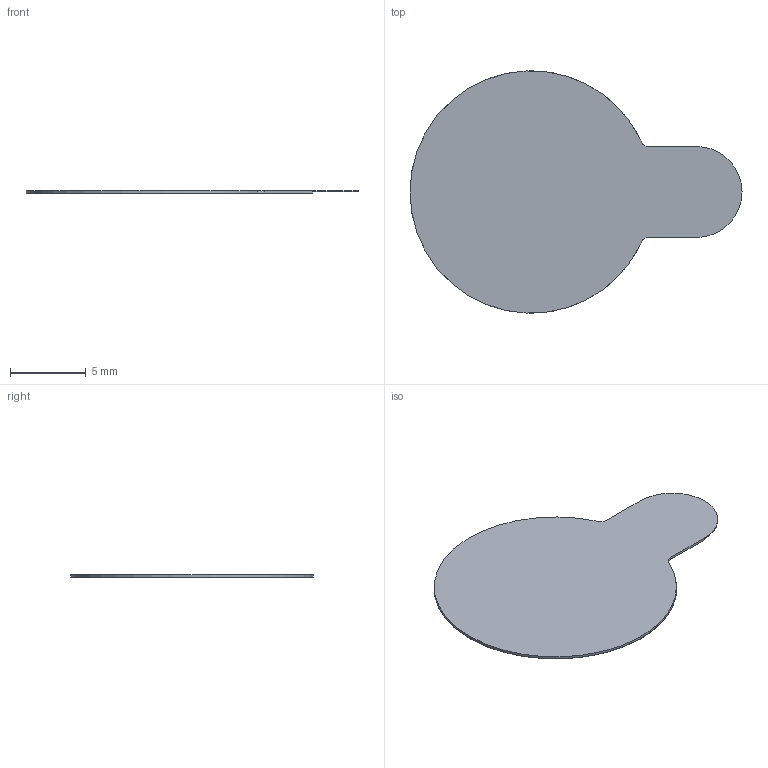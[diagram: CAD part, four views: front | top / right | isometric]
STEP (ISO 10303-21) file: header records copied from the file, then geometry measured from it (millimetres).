
FILE_DESCRIPTION (( 'STEP AP214' ), '1' );
FILE_NAME ('FXC.16.B.dg_Web.STEP', '2024-05-27T08:08:54', ( '' ), ( '' ), 'SwSTEP 2.0', 'SolidWorks 2022', '' );
FILE_SCHEMA (( 'AUTOMOTIVE_DESIGN' ));
Length unit declared in the file: millimetre
Products named in the file (1): FXC.16.B.dg_Web
Bounding box: 21.92 x 16 x 0.17 mm (x, y, z)
Volume: 38.6 mm3; surface area: 880.1 mm2
Topology: 2 solids, 2 shells, 545 faces, 1462 edges, 974 vertices
Faces by surface type: plane 317, bspline 223, cylinder 5
Full cylindrical faces by diameter (mm): 16 x1
Entity records: 27661 total; most frequent: CARTESIAN_POINT 9500, ORIENTED_EDGE 2922, DIRECTION 1671, EDGE_CURVE 1461, LINE 1005, VECTOR 1005, VERTEX_POINT 974, EDGE_LOOP 599
